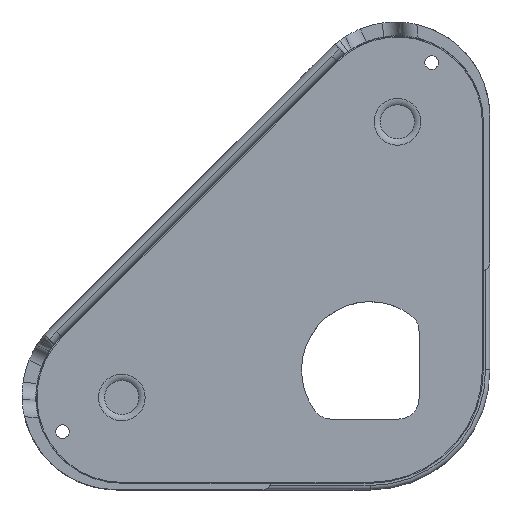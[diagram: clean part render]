
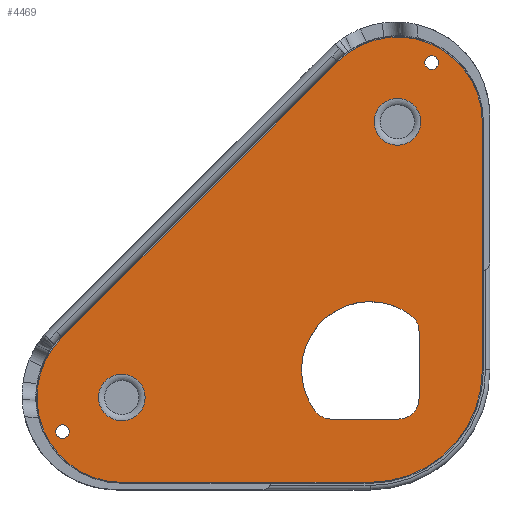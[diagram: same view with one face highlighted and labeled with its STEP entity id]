
A CAD part, top view. The second image highlights one B-rep face of the part: STEP entity #4469.
In plain terms, the highlighted planar face has unit normal (0, 0, 1).
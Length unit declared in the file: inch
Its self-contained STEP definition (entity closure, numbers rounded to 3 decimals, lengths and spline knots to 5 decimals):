
#50=FACE_BOUND('',#763,.T.);
#51=FACE_BOUND('',#764,.T.);
#52=FACE_BOUND('',#765,.T.);
#53=FACE_BOUND('',#766,.T.);
#54=FACE_BOUND('',#767,.T.);
#125=CIRCLE('',#4663,1.23925);
#127=CIRCLE('',#4667,1.63925);
#129=CIRCLE('',#4671,1.23925);
#160=CIRCLE('',#4745,1.);
#178=CIRCLE('',#4792,0.1005);
#179=CIRCLE('',#4794,0.1005);
#182=CIRCLE('',#4800,0.34106);
#183=CIRCLE('',#4802,0.34106);
#184=CIRCLE('',#4803,0.3);
#185=CIRCLE('',#4804,0.3);
#186=CIRCLE('',#4805,0.3);
#287=PLANE('',#4801);
#498=FACE_OUTER_BOUND('',#762,.T.);
#762=EDGE_LOOP('',(#3818,#3819,#3820,#3821,#3822,#3823));
#763=EDGE_LOOP('',(#3824));
#764=EDGE_LOOP('',(#3825));
#765=EDGE_LOOP('',(#3826));
#766=EDGE_LOOP('',(#3827,#3828,#3829,#3830,#3831,#3832));
#767=EDGE_LOOP('',(#3833));
#1019=LINE('',#6911,#1437);
#1023=LINE('',#6923,#1441);
#1027=LINE('',#6934,#1445);
#1147=LINE('',#7824,#1565);
#1148=LINE('',#7828,#1566);
#1437=VECTOR('',#5210,0.3937);
#1441=VECTOR('',#5222,0.3937);
#1445=VECTOR('',#5234,0.3937);
#1565=VECTOR('',#5614,0.3937);
#1566=VECTOR('',#5617,0.3937);
#2028=VERTEX_POINT('',#6901);
#2029=VERTEX_POINT('',#6902);
#2032=VERTEX_POINT('',#6910);
#2034=VERTEX_POINT('',#6916);
#2036=VERTEX_POINT('',#6922);
#2038=VERTEX_POINT('',#6928);
#2113=VERTEX_POINT('',#7287);
#2114=VERTEX_POINT('',#7289);
#2147=VERTEX_POINT('',#7801);
#2148=VERTEX_POINT('',#7805);
#2150=VERTEX_POINT('',#7815);
#2151=VERTEX_POINT('',#7819);
#2152=VERTEX_POINT('',#7821);
#2153=VERTEX_POINT('',#7823);
#2154=VERTEX_POINT('',#7825);
#2155=VERTEX_POINT('',#7827);
#2536=EDGE_CURVE('',#2028,#2029,#125,.T.);
#2540=EDGE_CURVE('',#2032,#2028,#1019,.T.);
#2543=EDGE_CURVE('',#2034,#2032,#127,.T.);
#2546=EDGE_CURVE('',#2036,#2034,#1023,.T.);
#2549=EDGE_CURVE('',#2038,#2036,#129,.T.);
#2552=EDGE_CURVE('',#2029,#2038,#1027,.T.);
#2671=EDGE_CURVE('',#2114,#2113,#160,.T.);
#2736=EDGE_CURVE('',#2147,#2147,#178,.T.);
#2738=EDGE_CURVE('',#2148,#2148,#179,.T.);
#2743=EDGE_CURVE('',#2150,#2150,#182,.T.);
#2744=EDGE_CURVE('',#2151,#2151,#183,.T.);
#2745=EDGE_CURVE('',#2113,#2152,#184,.T.);
#2746=EDGE_CURVE('',#2152,#2153,#1147,.T.);
#2747=EDGE_CURVE('',#2153,#2154,#185,.T.);
#2748=EDGE_CURVE('',#2154,#2155,#1148,.T.);
#2749=EDGE_CURVE('',#2155,#2114,#186,.T.);
#3818=ORIENTED_EDGE('',*,*,#2536,.T.);
#3819=ORIENTED_EDGE('',*,*,#2552,.T.);
#3820=ORIENTED_EDGE('',*,*,#2549,.T.);
#3821=ORIENTED_EDGE('',*,*,#2546,.T.);
#3822=ORIENTED_EDGE('',*,*,#2543,.T.);
#3823=ORIENTED_EDGE('',*,*,#2540,.T.);
#3824=ORIENTED_EDGE('',*,*,#2736,.T.);
#3825=ORIENTED_EDGE('',*,*,#2738,.T.);
#3826=ORIENTED_EDGE('',*,*,#2744,.F.);
#3827=ORIENTED_EDGE('',*,*,#2745,.T.);
#3828=ORIENTED_EDGE('',*,*,#2746,.T.);
#3829=ORIENTED_EDGE('',*,*,#2747,.T.);
#3830=ORIENTED_EDGE('',*,*,#2748,.T.);
#3831=ORIENTED_EDGE('',*,*,#2749,.T.);
#3832=ORIENTED_EDGE('',*,*,#2671,.T.);
#3833=ORIENTED_EDGE('',*,*,#2743,.F.);
#4469=ADVANCED_FACE('',(#498,#50,#51,#52,#53,#54),#287,.T.);
#4663=AXIS2_PLACEMENT_3D('',#6903,#5202,#5203);
#4667=AXIS2_PLACEMENT_3D('',#6917,#5215,#5216);
#4671=AXIS2_PLACEMENT_3D('',#6929,#5227,#5228);
#4745=AXIS2_PLACEMENT_3D('',#7290,#5463,#5464);
#4792=AXIS2_PLACEMENT_3D('',#7803,#5587,#5588);
#4794=AXIS2_PLACEMENT_3D('',#7807,#5592,#5593);
#4800=AXIS2_PLACEMENT_3D('',#7817,#5606,#5607);
#4801=AXIS2_PLACEMENT_3D('',#7818,#5608,#5609);
#4802=AXIS2_PLACEMENT_3D('',#7820,#5610,#5611);
#4803=AXIS2_PLACEMENT_3D('',#7822,#5612,#5613);
#4804=AXIS2_PLACEMENT_3D('',#7826,#5615,#5616);
#4805=AXIS2_PLACEMENT_3D('',#7829,#5618,#5619);
#5202=DIRECTION('center_axis',(0.,0.,1.));
#5203=DIRECTION('ref_axis',(-1.,0.,0.));
#5210=DIRECTION('',(0.,1.,0.));
#5215=DIRECTION('center_axis',(0.,0.,1.));
#5216=DIRECTION('ref_axis',(0.,1.,0.));
#5222=DIRECTION('',(1.,0.,0.));
#5227=DIRECTION('center_axis',(0.,0.,1.));
#5228=DIRECTION('ref_axis',(0.707,-0.707,0.));
#5234=DIRECTION('',(-0.707,-0.707,0.));
#5463=DIRECTION('center_axis',(0.,0.,-1.));
#5464=DIRECTION('ref_axis',(-0.805,-0.593,0.));
#5587=DIRECTION('center_axis',(0.,0.,-1.));
#5588=DIRECTION('ref_axis',(-1.,0.,0.));
#5592=DIRECTION('center_axis',(0.,0.,-1.));
#5593=DIRECTION('ref_axis',(-1.,0.,0.));
#5606=DIRECTION('center_axis',(0.,0.,1.));
#5607=DIRECTION('ref_axis',(1.,0.,0.));
#5608=DIRECTION('center_axis',(0.,0.,1.));
#5609=DIRECTION('ref_axis',(1.,0.,0.));
#5610=DIRECTION('center_axis',(0.,0.,1.));
#5611=DIRECTION('ref_axis',(1.,0.,0.));
#5612=DIRECTION('center_axis',(0.,0.,-1.));
#5613=DIRECTION('ref_axis',(0.594,0.805,0.));
#5614=DIRECTION('',(0.,-1.,0.));
#5615=DIRECTION('center_axis',(0.,0.,-1.));
#5616=DIRECTION('ref_axis',(1.,0.,0.));
#5617=DIRECTION('',(-1.,0.,0.));
#5618=DIRECTION('center_axis',(0.,0.,-1.));
#5619=DIRECTION('ref_axis',(0.,-1.,0.));
#6901=CARTESIAN_POINT('',(3.25175,2.0125,0.125));
#6902=CARTESIAN_POINT('',(1.13622,2.88878,0.125));
#6903=CARTESIAN_POINT('Origin',(2.0125,2.0125,0.125));
#6910=CARTESIAN_POINT('',(3.25175,-1.6125,0.125));
#6911=CARTESIAN_POINT('',(3.25175,-0.80625,0.125));
#6916=CARTESIAN_POINT('',(1.6125,-3.25175,0.125));
#6917=CARTESIAN_POINT('Origin',(1.6125,-1.6125,0.125));
#6922=CARTESIAN_POINT('',(-2.0125,-3.25175,0.125));
#6923=CARTESIAN_POINT('',(-1.00625,-3.25175,0.125));
#6928=CARTESIAN_POINT('',(-2.88878,-1.13622,0.125));
#6929=CARTESIAN_POINT('Origin',(-2.0125,-2.0125,0.125));
#6934=CARTESIAN_POINT('',(0.12997,1.88253,0.125));
#7287=CARTESIAN_POINT('',(2.20645,-0.808,0.125));
#7289=CARTESIAN_POINT('',(0.80764,-2.20597,0.125));
#7290=CARTESIAN_POINT('Origin',(1.6125,-1.6125,0.125));
#7801=CARTESIAN_POINT('',(-2.77803,-2.5125,0.125));
#7803=CARTESIAN_POINT('Origin',(-2.87853,-2.5125,0.125));
#7805=CARTESIAN_POINT('',(2.613,2.87853,0.125));
#7807=CARTESIAN_POINT('Origin',(2.5125,2.87853,0.125));
#7815=CARTESIAN_POINT('',(1.67144,2.0125,0.125));
#7817=CARTESIAN_POINT('Origin',(2.0125,2.0125,0.125));
#7818=CARTESIAN_POINT('Origin',(0.,0.,0.125));
#7819=CARTESIAN_POINT('',(-2.35356,-2.0125,0.125));
#7820=CARTESIAN_POINT('Origin',(-2.0125,-2.0125,0.125));
#7821=CARTESIAN_POINT('',(2.32826,-1.04935,0.125));
#7822=CARTESIAN_POINT('Origin',(2.02826,-1.04935,0.125));
#7823=CARTESIAN_POINT('',(2.32826,-2.02793,0.125));
#7824=CARTESIAN_POINT('',(2.32826,-1.01396,0.125));
#7825=CARTESIAN_POINT('',(2.02826,-2.32793,0.125));
#7826=CARTESIAN_POINT('Origin',(2.02826,-2.02793,0.125));
#7827=CARTESIAN_POINT('',(1.0491,-2.32793,0.125));
#7828=CARTESIAN_POINT('',(0.52455,-2.32793,0.125));
#7829=CARTESIAN_POINT('Origin',(1.0491,-2.02793,0.125));
